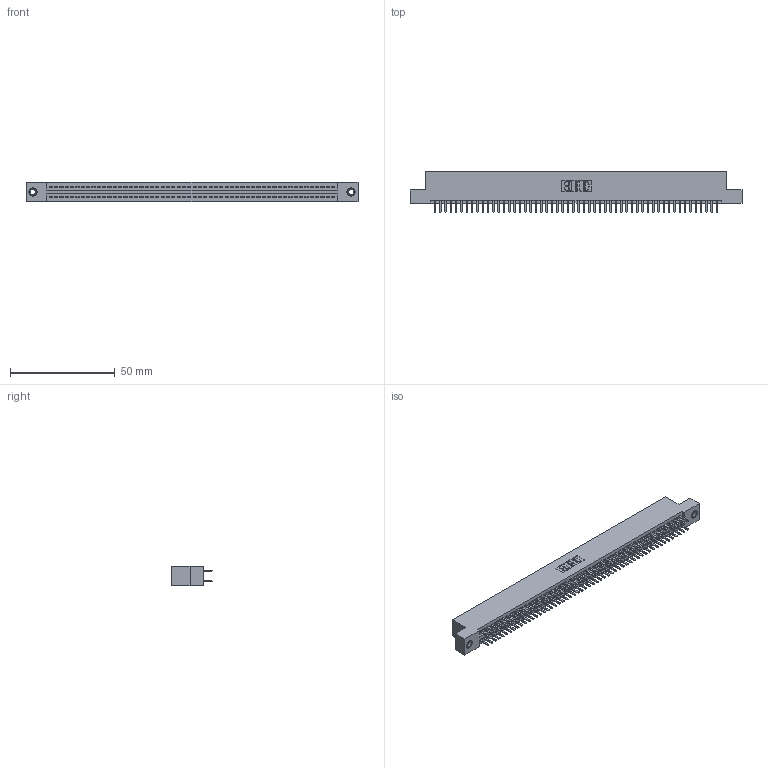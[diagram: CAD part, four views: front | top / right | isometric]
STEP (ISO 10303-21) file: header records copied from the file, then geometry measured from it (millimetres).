
FILE_DESCRIPTION (( 'STEP AP203' ), '1' );
FILE_NAME ('395-108-520-207.STEP', '2019-10-27T06:51:00', ( '' ), ( '' ), 'SwSTEP 2.0', 'SolidWorks 2016', '' );
FILE_SCHEMA (( 'CONFIG_CONTROL_DESIGN' ));
Length unit declared in the file: inch
Products named in the file (4): 345-250-001_345-250-005-103; 395-108-520-207; 345 Part_Flush Mounting Lugs - 0.156 Dia-TI; 345-292-001_345-293-120
Assembly tree (111 placements, depth 2):
  395-108-520-207
    345 Part_Flush Mounting Lugs - 0.156 Dia-TI
    345-292-001_345-293-120  x108
    345-250-001_345-250-005-103  x2
Bounding box: 158.37 x 19.68 x 9.4 mm (x, y, z)
Volume: 15434.5 mm3; surface area: 22974.1 mm2
Topology: 111 solids, 111 shells, 6018 faces, 17433 edges, 11326 vertices
Faces by surface type: plane 3892, cylinder 2110, cone 12, torus 4
Entity records: 42054 total; most frequent: CARTESIAN_POINT 7031, ORIENTED_EDGE 6946, DIRECTION 6199, EDGE_CURVE 3473, LINE 3101, VECTOR 3101, VERTEX_POINT 2308, AXIS2_PLACEMENT_3D 1549
